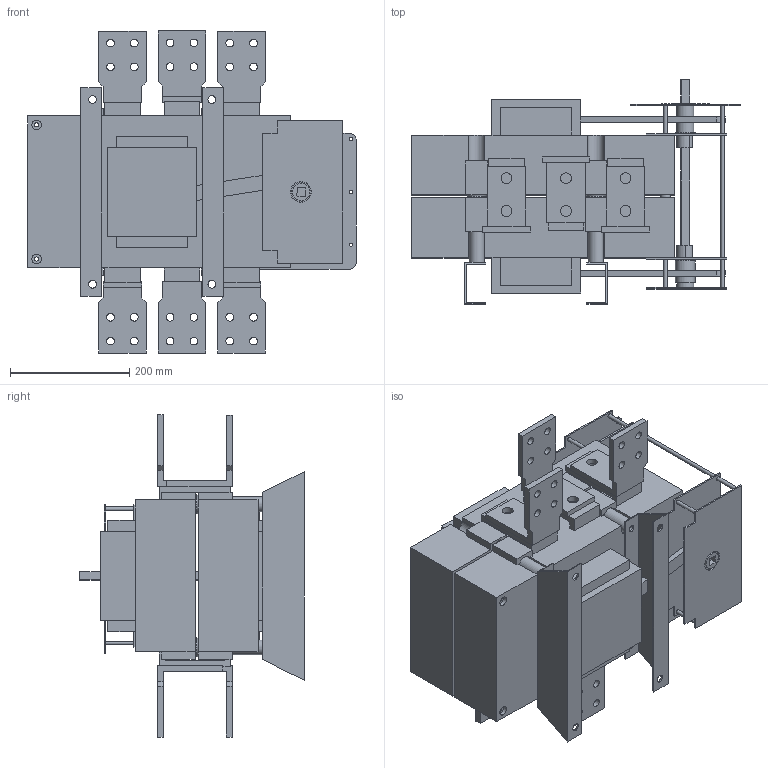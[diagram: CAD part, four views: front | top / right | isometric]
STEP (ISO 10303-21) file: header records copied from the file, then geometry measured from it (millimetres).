
FILE_DESCRIPTION((''),'2;1');
FILE_NAME('Int S5000-2000A-2500A 3P.stp','2013-06-11T16:30:05',('david'),(''),'Autodesk Inventor 2010','Autodesk Inventor 2010','');
FILE_SCHEMA(('AUTOMOTIVE_DESIGN { 1 0 10303 214 1 1 1 1 }'));
Length unit declared in the file: millimetre
Products named in the file (1): Int S5000-2000A-2500A 3P
Bounding box: 551.5 x 376.5 x 540.4 mm (x, y, z)
Volume: 27842324.4 mm3; surface area: 1673669 mm2
Topology: 2 solids, 2 shells, 535 faces, 1466 edges, 979 vertices
Faces by surface type: plane 380, cylinder 79, bspline 60, cone 16
Full cylindrical faces by diameter (mm): 5.5 x6, 6.5 x10, 7 x4, 10.5 x4, 11 x8, 13 x4, 16 x6, 25 x4, 29 x2, 29.1 x2, 33.1 x2, 34 x3, 35 x1, 80 x1
Entity records: 17099 total; most frequent: CARTESIAN_POINT 3726, ORIENTED_EDGE 2584, DIRECTION 2514, EDGE_CURVE 1292, VECTOR 974, LINE 974, VERTEX_POINT 926, EDGE_LOOP 866
